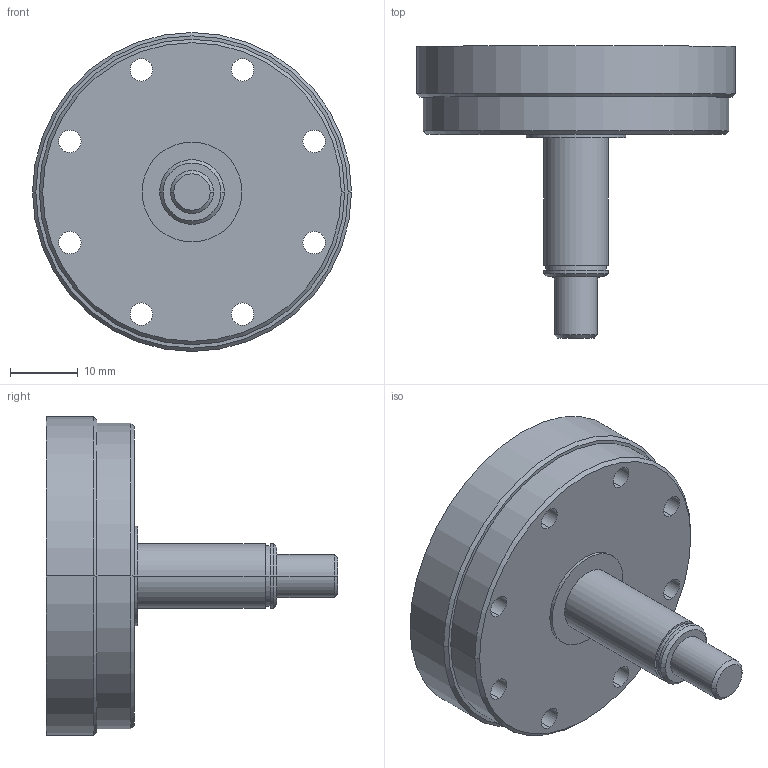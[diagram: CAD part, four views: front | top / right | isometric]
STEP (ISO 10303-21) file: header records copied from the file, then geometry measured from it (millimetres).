
FILE_DESCRIPTION (( 'STEP AP214' ), '1' );
FILE_NAME ('Rotor.STEP', '2023-02-16T20:39:21', ( '' ), ( '' ), 'SwSTEP 2.0', 'SolidWorks 2022', '' );
FILE_SCHEMA (( 'AUTOMOTIVE_DESIGN' ));
Length unit declared in the file: millimetre
Products named in the file (1): Rotor
Bounding box: 47 x 43 x 47 mm (x, y, z)
Volume: 13406.9 mm3; surface area: 8483.9 mm2
Topology: 1 solids, 1 shells, 70 faces, 173 edges, 111 vertices
Faces by surface type: cylinder 51, cone 10, plane 9
Entity records: 2355 total; most frequent: DIRECTION 423, CARTESIAN_POINT 353, ORIENTED_EDGE 342, AXIS2_PLACEMENT_3D 181, EDGE_CURVE 171, VERTEX_POINT 111, CIRCLE 110, EDGE_LOOP 94
